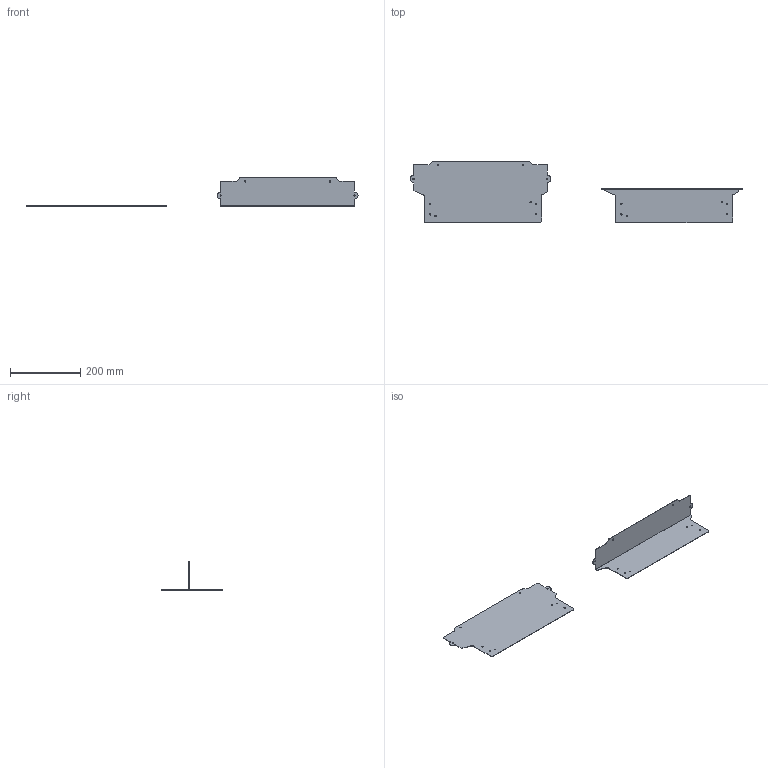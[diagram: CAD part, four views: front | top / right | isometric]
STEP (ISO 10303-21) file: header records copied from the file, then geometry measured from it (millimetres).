
FILE_DESCRIPTION(('STEP AP214'),'1');
FILE_NAME('tmp0.stp','2025-02-21T04:47:25',(' '),(' '),'Spatial InterOp 3D',' ',' ');
FILE_SCHEMA(('AUTOMOTIVE_DESIGN { 1 0 10303 214 1 1 1 1 }'));
Length unit declared in the file: millimetre
Products named in the file (1): 1
Bounding box: 942.82 x 175.01 x 80.16 mm (x, y, z)
Volume: 123429.9 mm3; surface area: 249266.8 mm2
Topology: 2 solids, 2 shells, 136 faces, 396 edges, 264 vertices
Faces by surface type: cylinder 102, plane 34
Entity records: 4721 total; most frequent: DIRECTION 876, CARTESIAN_POINT 798, ORIENTED_EDGE 792, EDGE_CURVE 396, AXIS2_PLACEMENT_3D 342, VERTEX_POINT 264, CIRCLE 204, LINE 192
